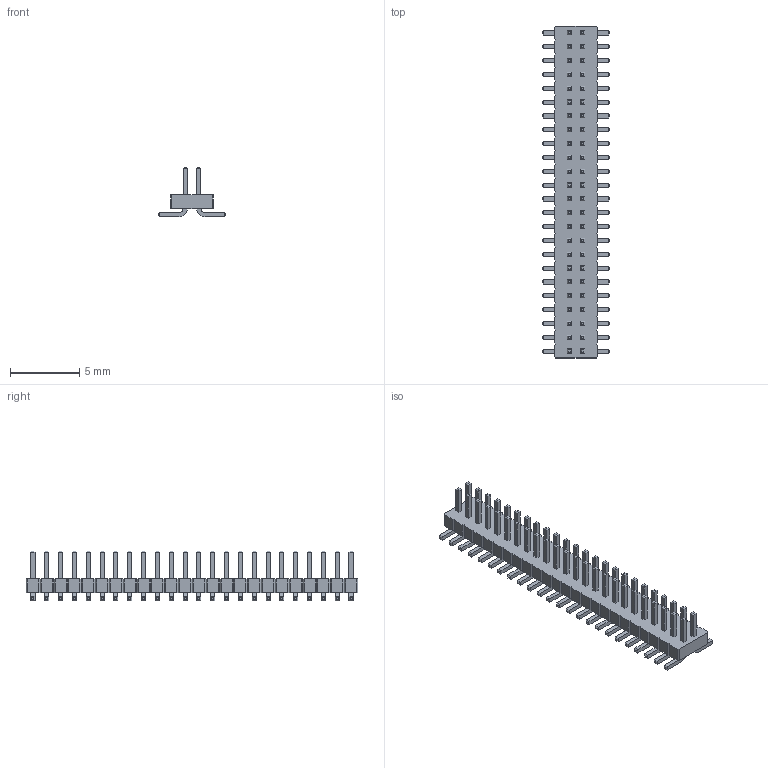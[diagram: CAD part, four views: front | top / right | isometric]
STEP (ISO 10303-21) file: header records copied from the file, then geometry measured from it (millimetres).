
FILE_DESCRIPTION(/* description */ ('model of Pin_Header_Straight_2x24_Pitch1.00mm_SMD'),/* implementation_level */ '2;1');
FILE_NAME(/* name */ 'Pin_Header_Straight_2x24_Pitch1.00mm_SMD.step',/* time_stamp */ '2017-09-10T00:16:27',/* author */ ('kicad StepUp','ksu'),/* organization */ ('FreeCAD'),/* preprocessor_version */ 'OCC',/* originating_system */ 'kicad StepUp',/* authorisation */ '');
FILE_SCHEMA(('AUTOMOTIVE_DESIGN { 1 0 10303 214 1 1 1 1 }'));
Length unit declared in the file: millimetre
Products named in the file (1): Pin_Header_Straight_2x24_Pitch100mm_SMD
Bounding box: 4.8 x 24 x 3.6 mm (x, y, z)
Volume: 91.6 mm3; surface area: 439.1 mm2
Topology: 1 solids, 1 shells, 1108 faces, 2646 edges, 1636 vertices
Faces by surface type: plane 1012, cylinder 96
Entity records: 38819 total; most frequent: CARTESIAN_POINT 5391, ORIENTED_EDGE 5292, DIRECTION 5056, EDGE_CURVE 2646, LINE 2454, VECTOR 2454, VERTEX_POINT 1636, AXIS2_PLACEMENT_3D 1301
